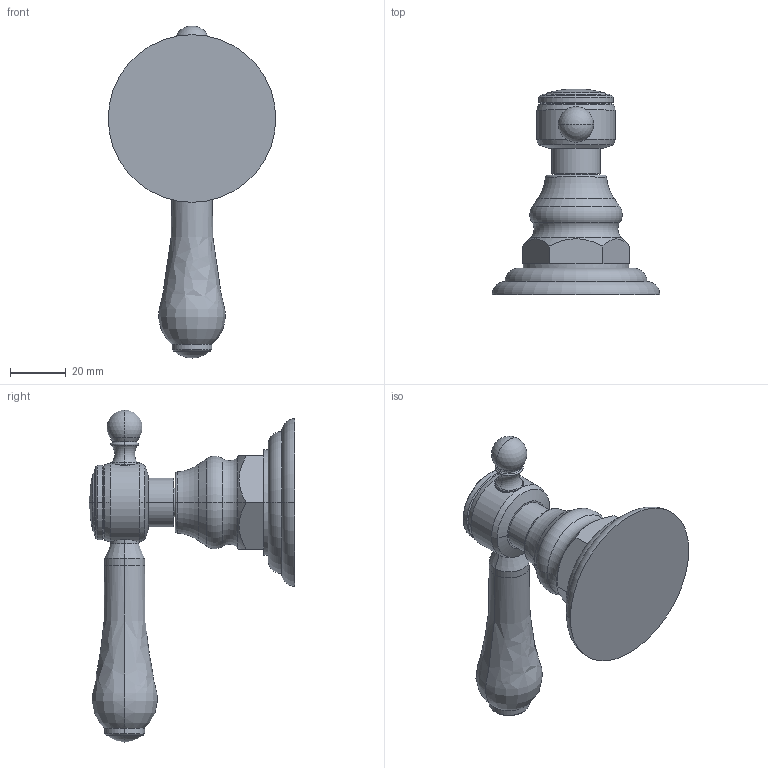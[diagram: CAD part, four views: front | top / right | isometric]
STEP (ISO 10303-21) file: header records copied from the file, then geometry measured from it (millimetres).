
FILE_DESCRIPTION((''),'2;1');
FILE_NAME('3-241B','2020-12-31T14:25:28',('jinson.thomas'),(''),'CREO PARAMETRIC BY PTC INC, 2018400','CREO PARAMETRIC BY PTC INC, 2018400','');
FILE_SCHEMA(('CONFIG_CONTROL_DESIGN'));
Length unit declared in the file: inch
Products named in the file (1): 3-241B
Bounding box: 59.94 x 73.61 x 118.75 mm (x, y, z)
Volume: 78561.4 mm3; surface area: 17126.3 mm2
Topology: 1 solids, 1 shells, 109 faces, 238 edges, 131 vertices
Faces by surface type: plane 33, cylinder 22, torus 22, cone 20, sphere 6, bspline 4, revolution 2
Entity records: 3306 total; most frequent: CARTESIAN_POINT 864, DIRECTION 568, ORIENTED_EDGE 464, AXIS2_PLACEMENT_3D 247, EDGE_CURVE 232, CIRCLE 144, VERTEX_POINT 131, EDGE_LOOP 115
